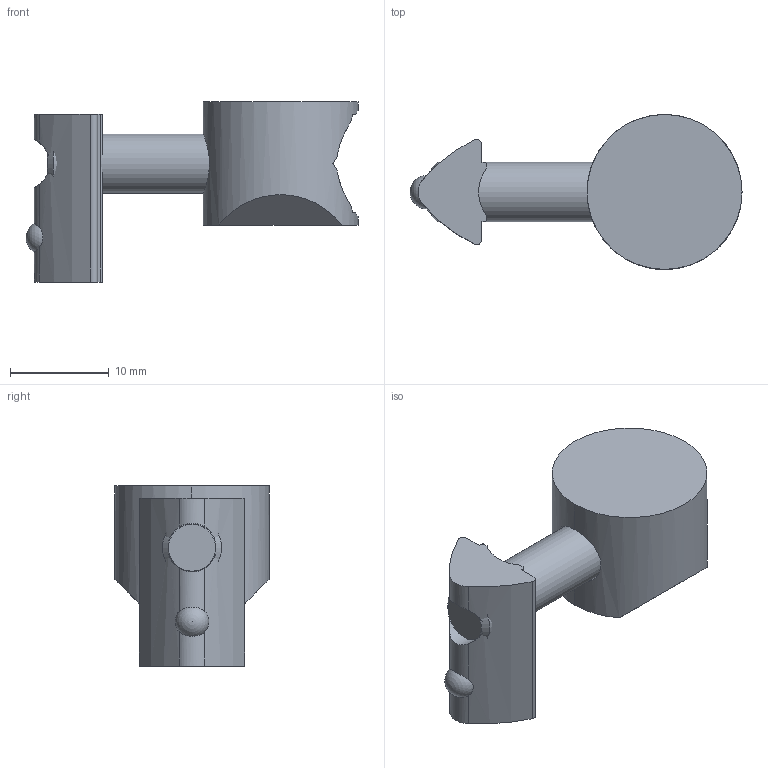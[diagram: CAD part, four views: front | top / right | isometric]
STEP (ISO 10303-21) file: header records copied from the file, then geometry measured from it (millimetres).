
FILE_DESCRIPTION(/* description */ ('KriTec Universalverbindungssatz Nut 6 Raster 30 ohne Lasche'),/* implementation_level */ '2;1');
FILE_NAME(/* name */ '13012_KriTec_Universalverbindungssatz_Nut_6_Raster_30_ohne_Lasche.stp',/* time_stamp */ '2020-03-17T15:57:28+01:00',/* author */ ('jendrek'),/* organization */ (''),/* preprocessor_version */ 'ST-DEVELOPER v17',/* originating_system */ 'Autodesk Inventor 2018',/* authorisation */ '');
FILE_SCHEMA (('AUTOMOTIVE_DESIGN { 1 0 10303 214 3 1 1 }'));
Length unit declared in the file: millimetre
Products named in the file (4): 13012; 13012_1; 10356; 11644
Assembly tree (3 placements, depth 2):
  13012
    13012_1
    10356
    11644
Bounding box: 33.64 x 15.7 x 18.25 mm (x, y, z)
Volume: 2799.3 mm3; surface area: 2604.7 mm2
Topology: 3 solids, 3 shells, 72 faces, 195 edges, 128 vertices
Faces by surface type: plane 37, cylinder 24, cone 8, sphere 2, torus 1
Full cylindrical faces by diameter (mm): 4.917 x1, 6 x1
Entity records: 2655 total; most frequent: CARTESIAN_POINT 716, ORIENTED_EDGE 386, DIRECTION 369, EDGE_CURVE 193, AXIS2_PLACEMENT_3D 138, VERTEX_POINT 128, LINE 93, VECTOR 93
